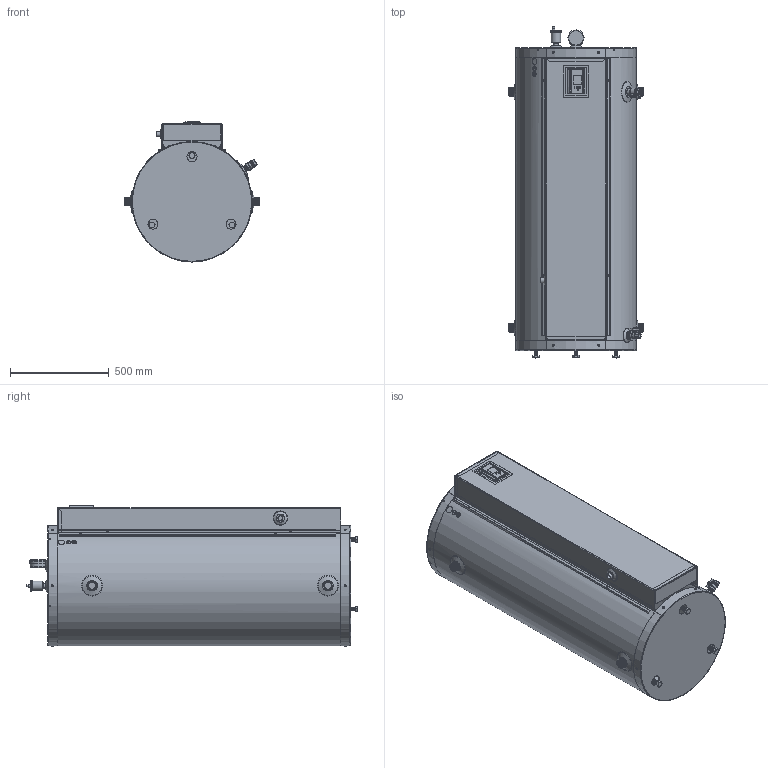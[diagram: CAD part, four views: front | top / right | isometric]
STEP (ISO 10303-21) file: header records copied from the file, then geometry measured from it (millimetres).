
FILE_DESCRIPTION (( 'STEP AP214' ), '1' );
FILE_NAME ('AltSource 70.STEP', '2020-08-11T20:39:23', ( '' ), ( '' ), 'SwSTEP 2.0', 'SolidWorks 2020', '' );
FILE_SCHEMA (( 'AUTOMOTIVE_DESIGN' ));
Length unit declared in the file: inch
Products named in the file (1): AltSource 70
Bounding box: 685.8 x 1684.37 x 715.54 mm (x, y, z)
Volume: 4610946.7 mm3; surface area: 9199241.1 mm2
Topology: 63 solids, 63 shells, 2497 faces, 5702 edges, 3387 vertices
Faces by surface type: plane 934, cone 674, cylinder 656, bspline 123, torus 77, sphere 33
Full cylindrical faces by diameter (mm): 2.381 x1, 3.566 x190, 4.763 x8, 4.826 x18, 5.08 x6, 5.105 x5, 7.938 x1, 9.474 x18, 11.113 x1, 12.065 x1, 12.7 x1, 13.97 x1, 14.097 x1, 14.288 x1, 15.037 x1, 19.05 x72, 20.93 x1, 20.955 x2, 21.59 x2, 22.225 x5, 23.012 x3, 25.4 x5, 26.289 x2, 26.67 x1, 30.353 x1, 32.131 x1, 32.69 x1, 33.338 x2, 33.655 x1, 33.909 x1
Entity records: 134060 total; most frequent: CARTESIAN_POINT 50364, DIRECTION 10496, ORIENTED_EDGE 9024, EDGE_CURVE 4512, AXIS2_PLACEMENT_3D 4195, EDGE_LOOP 3752, VERTEX_POINT 3288, FACE_OUTER_BOUND 2941
